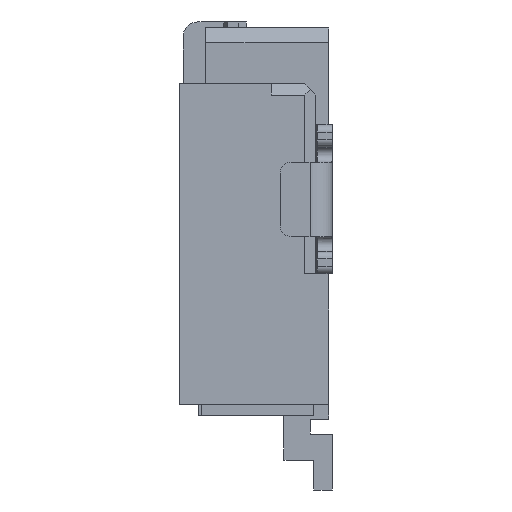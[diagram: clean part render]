
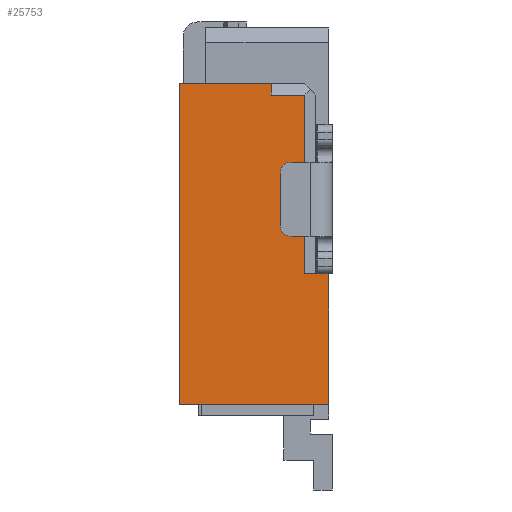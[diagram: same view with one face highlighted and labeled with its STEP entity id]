
A CAD part, left-side view. The second image highlights one B-rep face of the part: STEP entity #25753.
In plain terms, the highlighted planar face has unit normal (-1, 0, 0).
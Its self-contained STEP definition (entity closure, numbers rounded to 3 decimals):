
#4=DIRECTION('',(0.,-1.,0.));
#5=VECTOR('',#4,0.15);
#6=CARTESIAN_POINT('',(-10.15,-0.552,-3.38));
#7=LINE('',#6,#5);
#12=DIRECTION('',(0.,0.,-1.));
#13=VECTOR('',#12,1.75);
#14=CARTESIAN_POINT('',(-10.15,-0.702,-3.38));
#15=LINE('',#14,#13);
#19=DIRECTION('',(0.,1.,0.));
#20=VECTOR('',#19,2.);
#21=CARTESIAN_POINT('',(-10.15,-0.702,-5.13));
#22=LINE('',#21,#20);
#26=DIRECTION('',(0.,0.,1.));
#27=VECTOR('',#26,4.3);
#28=CARTESIAN_POINT('',(-10.15,1.298,-5.13));
#29=LINE('',#28,#27);
#33=DIRECTION('',(0.,-1.,0.));
#34=VECTOR('',#33,1.23);
#35=CARTESIAN_POINT('',(-10.15,1.298,-0.83));
#36=LINE('',#35,#34);
#40=DIRECTION('',(0.,0.,1.));
#41=VECTOR('',#40,0.15);
#42=CARTESIAN_POINT('',(-10.15,0.068,-0.98));
#43=LINE('',#42,#41);
#47=DIRECTION('',(0.,1.,0.));
#48=VECTOR('',#47,0.45);
#49=CARTESIAN_POINT('',(-10.15,-0.382,-0.98));
#50=LINE('',#49,#48);
#54=DIRECTION('',(0.,0.,1.));
#55=VECTOR('',#54,2.4);
#56=CARTESIAN_POINT('',(-10.15,-0.382,-3.38));
#57=LINE('',#56,#55);
#61=DIRECTION('',(0.,-1.,0.));
#62=VECTOR('',#61,0.17);
#63=CARTESIAN_POINT('',(-10.15,-0.382,-3.38));
#64=LINE('',#63,#62);
#21706=CARTESIAN_POINT('',(-10.15,-0.702,-5.13));
#21707=CARTESIAN_POINT('',(-10.15,1.298,-5.13));
#21708=VERTEX_POINT('',#21706);
#21709=VERTEX_POINT('',#21707);
#21710=CARTESIAN_POINT('',(-10.15,1.298,-0.83));
#21711=VERTEX_POINT('',#21710);
#21806=CARTESIAN_POINT('',(-10.15,-0.382,-3.38));
#21807=VERTEX_POINT('',#21806);
#21878=CARTESIAN_POINT('',(-10.15,0.068,-0.98));
#21879=CARTESIAN_POINT('',(-10.15,0.068,-0.83));
#21880=VERTEX_POINT('',#21878);
#21881=VERTEX_POINT('',#21879);
#21882=CARTESIAN_POINT('',(-10.15,-0.382,-0.98));
#21883=VERTEX_POINT('',#21882);
#21952=CARTESIAN_POINT('',(-10.15,-0.552,-3.38));
#21953=CARTESIAN_POINT('',(-10.15,-0.702,-3.38));
#21954=VERTEX_POINT('',#21952);
#21955=VERTEX_POINT('',#21953);
#25728=CARTESIAN_POINT('',(-10.15,0.,0.));
#25729=DIRECTION('',(1.,0.,0.));
#25730=DIRECTION('',(0.,0.,-1.));
#25731=AXIS2_PLACEMENT_3D('',#25728,#25729,#25730);
#25732=PLANE('',#25731);
#25734=ORIENTED_EDGE('',*,*,#25733,.T.);
#25736=ORIENTED_EDGE('',*,*,#25735,.T.);
#25738=ORIENTED_EDGE('',*,*,#25737,.T.);
#25740=ORIENTED_EDGE('',*,*,#25739,.T.);
#25742=ORIENTED_EDGE('',*,*,#25741,.T.);
#25744=ORIENTED_EDGE('',*,*,#25743,.F.);
#25746=ORIENTED_EDGE('',*,*,#25745,.F.);
#25748=ORIENTED_EDGE('',*,*,#25747,.F.);
#25750=ORIENTED_EDGE('',*,*,#25749,.T.);
#25751=EDGE_LOOP('',(#25734,#25736,#25738,#25740,#25742,#25744,#25746,#25748,
#25750));
#25752=FACE_OUTER_BOUND('',#25751,.F.);
#25733=EDGE_CURVE('',#21954,#21955,#7,.T.);
#25735=EDGE_CURVE('',#21955,#21708,#15,.T.);
#25737=EDGE_CURVE('',#21708,#21709,#22,.T.);
#25739=EDGE_CURVE('',#21709,#21711,#29,.T.);
#25741=EDGE_CURVE('',#21711,#21881,#36,.T.);
#25743=EDGE_CURVE('',#21880,#21881,#43,.T.);
#25745=EDGE_CURVE('',#21883,#21880,#50,.T.);
#25747=EDGE_CURVE('',#21807,#21883,#57,.T.);
#25749=EDGE_CURVE('',#21807,#21954,#64,.T.);
#25753=ADVANCED_FACE('',(#25752),#25732,.F.);
